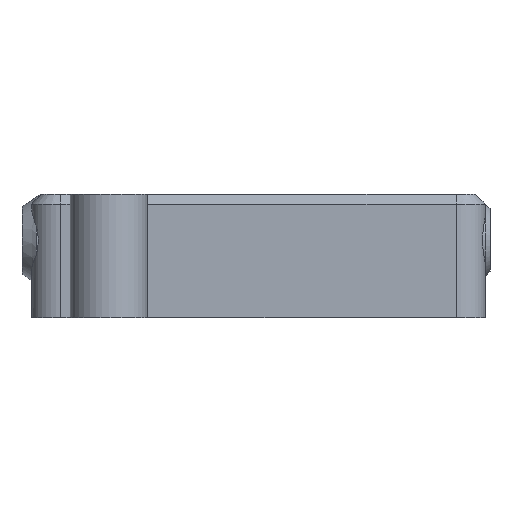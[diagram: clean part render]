
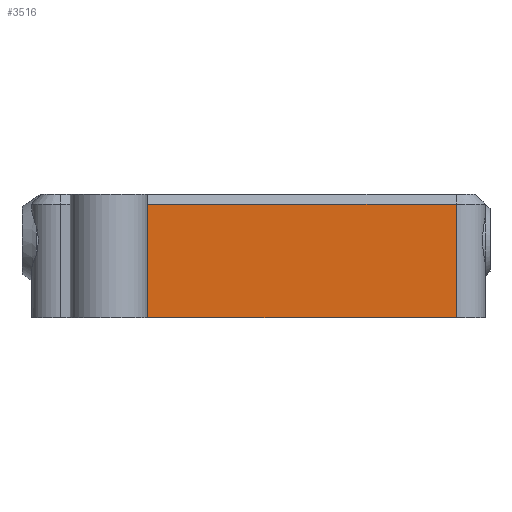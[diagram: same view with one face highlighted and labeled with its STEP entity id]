
A CAD part, left-side view. The second image highlights one B-rep face of the part: STEP entity #3516.
In plain terms, the highlighted planar face has unit normal (-1, 0, 0).
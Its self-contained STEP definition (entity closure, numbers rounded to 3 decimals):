
#159=PLANE('',#3809);
#319=FACE_OUTER_BOUND('',#525,.T.);
#525=EDGE_LOOP('',(#2968,#2969,#2970,#2971,#2972));
#823=LINE('',#5786,#1181);
#852=LINE('',#5848,#1210);
#865=LINE('',#5882,#1223);
#873=LINE('',#5898,#1231);
#874=LINE('',#5899,#1232);
#1181=VECTOR('',#4464,10.);
#1210=VECTOR('',#4545,10.);
#1223=VECTOR('',#4572,10.);
#1231=VECTOR('',#4590,10.);
#1232=VECTOR('',#4591,10.);
#1710=VERTEX_POINT('',#5783);
#1711=VERTEX_POINT('',#5785);
#1718=VERTEX_POINT('',#5847);
#1732=VERTEX_POINT('',#5881);
#1735=VERTEX_POINT('',#5897);
#2119=EDGE_CURVE('',#1710,#1711,#823,.T.);
#2150=EDGE_CURVE('',#1711,#1718,#852,.T.);
#2168=EDGE_CURVE('',#1732,#1718,#865,.T.);
#2176=EDGE_CURVE('',#1735,#1710,#873,.T.);
#2177=EDGE_CURVE('',#1732,#1735,#874,.T.);
#2968=ORIENTED_EDGE('',*,*,#2168,.T.);
#2969=ORIENTED_EDGE('',*,*,#2150,.F.);
#2970=ORIENTED_EDGE('',*,*,#2119,.F.);
#2971=ORIENTED_EDGE('',*,*,#2176,.F.);
#2972=ORIENTED_EDGE('',*,*,#2177,.F.);
#3516=ADVANCED_FACE('',(#319),#159,.T.);
#3809=AXIS2_PLACEMENT_3D('',#5896,#4588,#4589);
#4464=DIRECTION('',(0.,1.,0.));
#4545=DIRECTION('',(0.,1.,0.));
#4572=DIRECTION('',(0.,0.,-1.));
#4588=DIRECTION('center_axis',(-1.,0.,0.));
#4589=DIRECTION('ref_axis',(0.,-1.,0.));
#4590=DIRECTION('',(0.,0.,-1.));
#4591=DIRECTION('',(0.,-1.,0.));
#5783=CARTESIAN_POINT('',(-3.,-10.997,-12.125));
#5785=CARTESIAN_POINT('',(-3.,6.009,-12.125));
#5786=CARTESIAN_POINT('',(-3.,19.753,-12.125));
#5847=CARTESIAN_POINT('',(-3.,21.002,-12.125));
#5848=CARTESIAN_POINT('',(-3.,19.753,-12.125));
#5881=CARTESIAN_POINT('',(-3.,21.002,-0.375));
#5882=CARTESIAN_POINT('',(-3.,21.002,-10.));
#5896=CARTESIAN_POINT('Origin',(-3.,31.003,-7.875));
#5897=CARTESIAN_POINT('',(-3.,-10.997,-0.375));
#5898=CARTESIAN_POINT('',(-3.,-10.997,-3.875));
#5899=CARTESIAN_POINT('',(-3.,27.747,-0.375));
